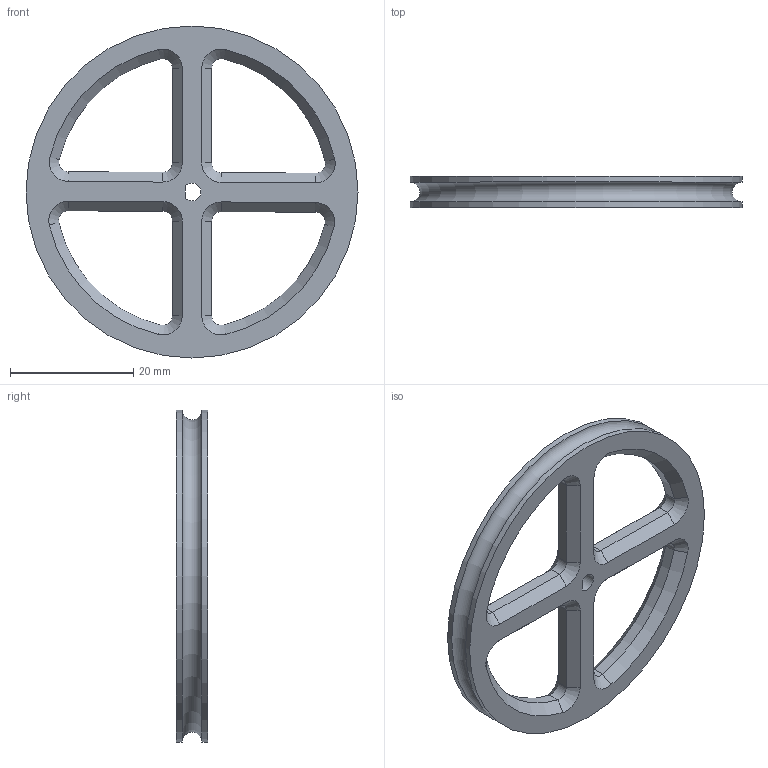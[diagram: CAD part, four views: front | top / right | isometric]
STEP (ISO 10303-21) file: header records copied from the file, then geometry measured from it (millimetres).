
FILE_DESCRIPTION(/* description */ (''),/* implementation_level */ '2;1');
FILE_NAME(/* name */ 'Wheel.stp',/* time_stamp */ '2019-06-10T11:33:38-05:00',/* author */ ('markg'),/* organization */ (''),/* preprocessor_version */ 'ST-DEVELOPER v16.5',/* originating_system */ 'Autodesk Inventor 2017',/* authorisation */ '');
FILE_SCHEMA (('AUTOMOTIVE_DESIGN { 1 0 10303 214 3 1 1 }'));
Length unit declared in the file: inch
Products named in the file (1): Wheel
Bounding box: 53.98 x 5.08 x 53.98 mm (x, y, z)
Volume: 5082.6 mm3; surface area: 4549.2 mm2
Topology: 1 solids, 1 shells, 79 faces, 181 edges, 104 vertices
Faces by surface type: cone 32, plane 27, cylinder 19, torus 1
Full cylindrical faces by diameter (mm): 53.975 x2
Entity records: 2222 total; most frequent: DIRECTION 408, CARTESIAN_POINT 362, ORIENTED_EDGE 356, EDGE_CURVE 178, AXIS2_PLACEMENT_3D 150, LINE 108, VECTOR 108, VERTEX_POINT 104
